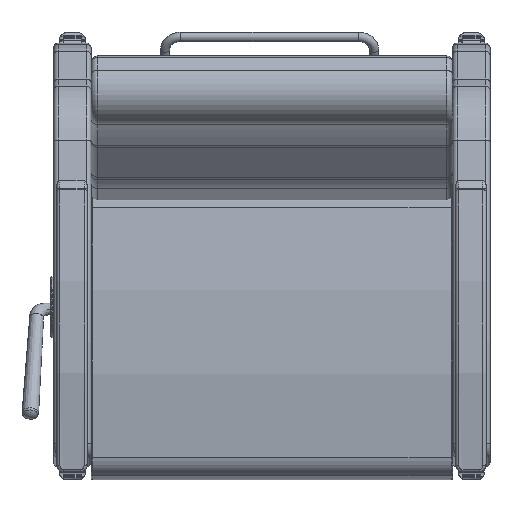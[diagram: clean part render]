
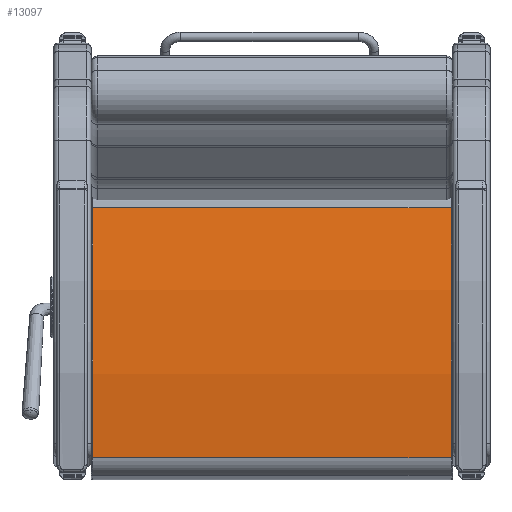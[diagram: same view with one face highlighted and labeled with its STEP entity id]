
A CAD part, front view. The second image highlights one B-rep face of the part: STEP entity #13097.
In plain terms, the highlighted free-form (B-spline) face has degree [3, 1] with [18, 2] control points.
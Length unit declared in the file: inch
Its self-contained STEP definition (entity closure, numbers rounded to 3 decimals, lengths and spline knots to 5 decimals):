
#618=ELLIPSE('',#15060,60.30357,60.25);
#620=ELLIPSE('',#15082,60.30357,60.25);
#652=B_SPLINE_SURFACE_WITH_KNOTS('',3,1,((#26407,#26408),(#26409,#26410),
(#26411,#26412),(#26413,#26414),(#26415,#26416),(#26417,#26418),(#26419,
#26420),(#26421,#26422),(#26423,#26424),(#26425,#26426),(#26427,#26428),
(#26429,#26430),(#26431,#26432),(#26433,#26434),(#26435,#26436),(#26437,
#26438),(#26439,#26440),(#26441,#26442)),.UNSPECIFIED.,.F.,.F.,.F.,(4,1,
1,1,1,1,1,1,1,1,1,1,1,1,1,4),(2,2),(-1.69612,-1.66826,
-1.6404,-1.62647,-1.59861,-1.58468,
-1.55682,-1.54289,-1.51503,-1.5011,-1.47324,
-1.45931,-1.43145,-1.41752,-1.38966,
-1.3618),(0.,110.49),.UNSPECIFIED.);
#2003=FACE_OUTER_BOUND('',#2930,.T.);
#2930=EDGE_LOOP('',(#11820,#11821,#11822,#11823));
#3724=LINE('',#26405,#4515);
#3725=LINE('',#26444,#4516);
#4515=VECTOR('',#19226,0.3937);
#4516=VECTOR('',#19229,0.3937);
#6455=VERTEX_POINT('',#26036);
#6456=VERTEX_POINT('',#26037);
#6475=VERTEX_POINT('',#26404);
#6476=VERTEX_POINT('',#26443);
#8235=EDGE_CURVE('',#6455,#6456,#618,.T.);
#8264=EDGE_CURVE('',#6475,#6456,#3724,.T.);
#8266=EDGE_CURVE('',#6476,#6455,#3725,.T.);
#8267=EDGE_CURVE('',#6475,#6476,#620,.T.);
#11820=ORIENTED_EDGE('',*,*,#8235,.F.);
#11821=ORIENTED_EDGE('',*,*,#8266,.F.);
#11822=ORIENTED_EDGE('',*,*,#8267,.F.);
#11823=ORIENTED_EDGE('',*,*,#8264,.T.);
#13097=ADVANCED_FACE('',(#2003),#652,.T.);
#15060=AXIS2_PLACEMENT_3D('',#26038,#19175,#19176);
#15082=AXIS2_PLACEMENT_3D('',#26445,#19230,#19231);
#19175=DIRECTION('center_axis',(0.,0.,
-1.));
#19176=DIRECTION('ref_axis',(1.,0.,0.));
#19226=DIRECTION('',(0.,0.,-1.));
#19229=DIRECTION('',(0.,0.,-1.));
#19230=DIRECTION('center_axis',(0.,0.,1.));
#19231=DIRECTION('ref_axis',(1.,0.,0.));
#26036=CARTESIAN_POINT('',(3.60935,-1.68389,0.124));
#26037=CARTESIAN_POINT('',(23.65848,-2.52291,0.124));
#26038=CARTESIAN_POINT('Origin',(11.14546,-61.46156,0.124));
#26404=CARTESIAN_POINT('',(23.65848,-2.52291,28.876));
#26405=CARTESIAN_POINT('',(23.65848,-2.52291,29.));
#26407=CARTESIAN_POINT('Ctrl Pts',(3.60935,-1.68389,29.));
#26408=CARTESIAN_POINT('Ctrl Pts',(3.60935,-1.68389,-14.5));
#26409=CARTESIAN_POINT('Ctrl Pts',(4.16497,-1.61396,29.));
#26410=CARTESIAN_POINT('Ctrl Pts',(4.16497,-1.61396,-14.5));
#26411=CARTESIAN_POINT('Ctrl Pts',(5.27817,-1.48959,29.));
#26412=CARTESIAN_POINT('Ctrl Pts',(5.27817,-1.48959,-14.5));
#26413=CARTESIAN_POINT('Ctrl Pts',(6.67346,-1.3729,29.));
#26414=CARTESIAN_POINT('Ctrl Pts',(6.67346,-1.3729,-14.5));
#26415=CARTESIAN_POINT('Ctrl Pts',(8.07078,-1.28537,29.));
#26416=CARTESIAN_POINT('Ctrl Pts',(8.07078,-1.28537,-14.5));
#26417=CARTESIAN_POINT('Ctrl Pts',(9.18994,-1.2387,29.));
#26418=CARTESIAN_POINT('Ctrl Pts',(9.18994,-1.2387,-14.5));
#26419=CARTESIAN_POINT('Ctrl Pts',(10.5897,-1.20957,29.));
#26420=CARTESIAN_POINT('Ctrl Pts',(10.5897,-1.20957,-14.5));
#26421=CARTESIAN_POINT('Ctrl Pts',(11.70984,-1.20965,29.));
#26422=CARTESIAN_POINT('Ctrl Pts',(11.70984,-1.20965,-14.5));
#26423=CARTESIAN_POINT('Ctrl Pts',(13.1096,-1.23898,29.));
#26424=CARTESIAN_POINT('Ctrl Pts',(13.1096,-1.23898,-14.5));
#26425=CARTESIAN_POINT('Ctrl Pts',(14.22875,-1.28581,29.));
#26426=CARTESIAN_POINT('Ctrl Pts',(14.22875,-1.28581,-14.5));
#26427=CARTESIAN_POINT('Ctrl Pts',(15.62606,-1.37354,29.));
#26428=CARTESIAN_POINT('Ctrl Pts',(15.62606,-1.37354,-14.5));
#26429=CARTESIAN_POINT('Ctrl Pts',(16.74228,-1.46705,29.));
#26430=CARTESIAN_POINT('Ctrl Pts',(16.74228,-1.46705,-14.5));
#26431=CARTESIAN_POINT('Ctrl Pts',(18.1347,-1.61302,29.));
#26432=CARTESIAN_POINT('Ctrl Pts',(18.1347,-1.61302,-14.5));
#26433=CARTESIAN_POINT('Ctrl Pts',(19.24603,-1.75304,29.));
#26434=CARTESIAN_POINT('Ctrl Pts',(19.24603,-1.75304,-14.5));
#26435=CARTESIAN_POINT('Ctrl Pts',(20.63114,-1.95701,29.));
#26436=CARTESIAN_POINT('Ctrl Pts',(20.63114,-1.95701,-14.5));
#26437=CARTESIAN_POINT('Ctrl Pts',(22.01177,-2.18986,29.));
#26438=CARTESIAN_POINT('Ctrl Pts',(22.01177,-2.18986,-14.5));
#26439=CARTESIAN_POINT('Ctrl Pts',(23.11066,-2.40681,29.));
#26440=CARTESIAN_POINT('Ctrl Pts',(23.11066,-2.40681,-14.5));
#26441=CARTESIAN_POINT('Ctrl Pts',(23.65848,-2.52291,29.));
#26442=CARTESIAN_POINT('Ctrl Pts',(23.65848,-2.52291,-14.5));
#26443=CARTESIAN_POINT('',(3.60935,-1.68389,28.876));
#26444=CARTESIAN_POINT('',(3.60935,-1.68389,29.));
#26445=CARTESIAN_POINT('Origin',(11.14546,-61.46156,28.876));
